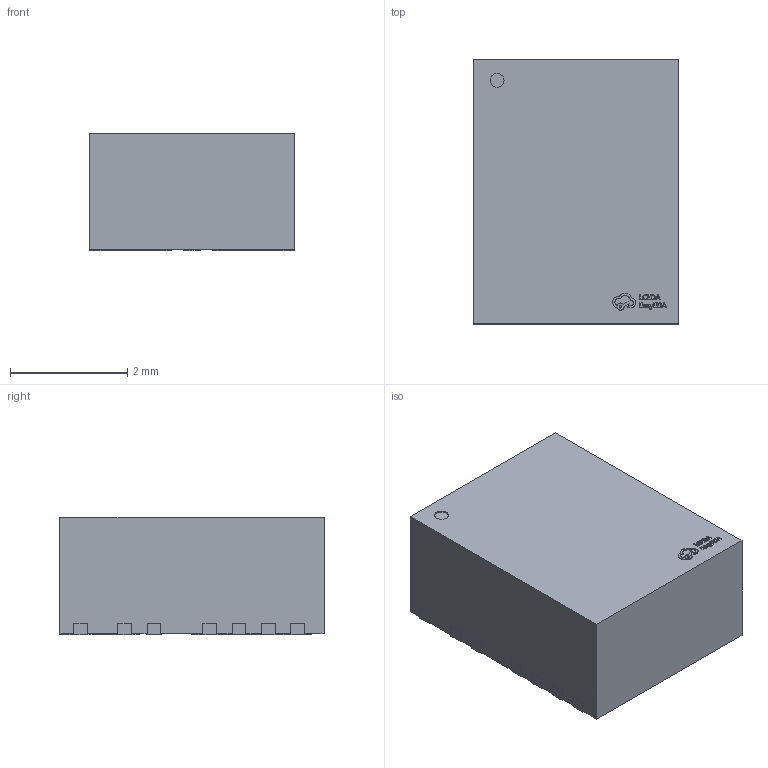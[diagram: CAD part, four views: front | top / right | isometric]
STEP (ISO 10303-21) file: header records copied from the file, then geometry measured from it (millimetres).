
FILE_DESCRIPTION (( 'STEP AP214' ), '1' );
FILE_NAME ('QFN-11_L4.5-W3.5-P0.50-TL_TPSM365R6FRDNR.STEP', '2023-07-03T13:11:38', ( '' ), ( '' ), 'SwSTEP 2.0', 'SolidWorks 2020', '' );
FILE_SCHEMA (( 'AUTOMOTIVE_DESIGN' ));
Length unit declared in the file: millimetre
Products named in the file (1): QFN-11_L4.5-W3.5-P0.50-TL_TPSM365R6FRDNR
Bounding box: 3.5 x 4.5 x 2.01 mm (x, y, z)
Volume: 31.3 mm3; surface area: 64 mm2
Topology: 1 solids, 1 shells, 390 faces, 1104 edges, 736 vertices
Faces by surface type: plane 241, bspline 98, cylinder 51
Entity records: 17440 total; most frequent: CARTESIAN_POINT 3537, ORIENTED_EDGE 2208, DIRECTION 1626, EDGE_CURVE 1104, LINE 768, VECTOR 768, VERTEX_POINT 736, AXIS2_PLACEMENT_3D 429
